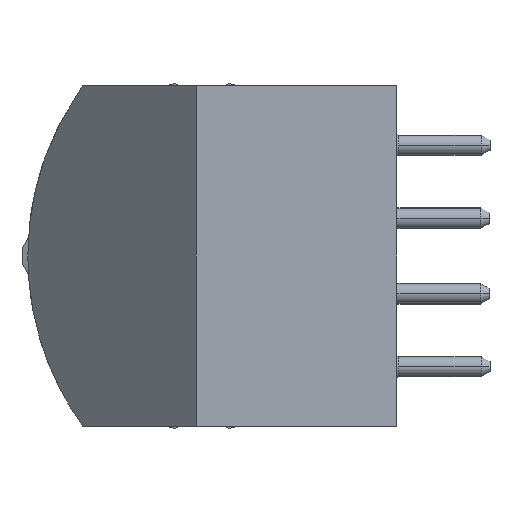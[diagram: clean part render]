
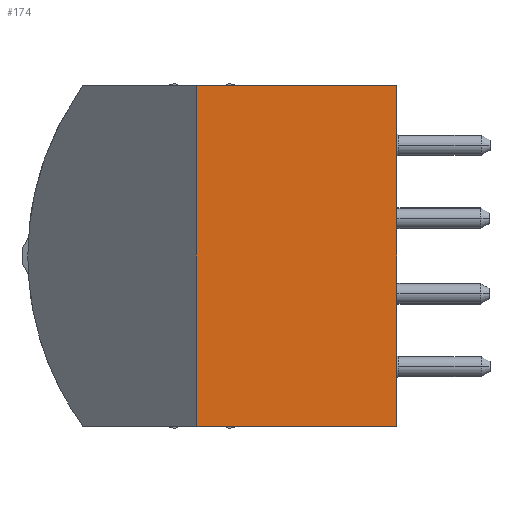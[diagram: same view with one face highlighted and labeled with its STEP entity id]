
A CAD part, left-side view. The second image highlights one B-rep face of the part: STEP entity #174.
In plain terms, the highlighted planar face has unit normal (-1, 0, 0).
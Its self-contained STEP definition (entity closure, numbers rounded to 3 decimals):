
#174=ADVANCED_FACE('',(#370),#371,.T.);
#370=FACE_OUTER_BOUND('',#580,.T.);
#371=PLANE('',#581);
#580=EDGE_LOOP('',(#1086,#1087,#1088,#1089));
#581=AXIS2_PLACEMENT_3D('',#1090,#1091,#1092);
#1086=ORIENTED_EDGE('',*,*,#1579,.T.);
#1087=ORIENTED_EDGE('',*,*,#1586,.T.);
#1088=ORIENTED_EDGE('',*,*,#1583,.T.);
#1089=ORIENTED_EDGE('',*,*,#1588,.T.);
#1090=CARTESIAN_POINT('',(-25.0,-6.7,0.));
#1091=DIRECTION('',(-1.0,0.,0.));
#1092=DIRECTION('',(0.,1.0,0.0));
#1579=EDGE_CURVE('',#2039,#2037,#2040,.T.);
#1583=EDGE_CURVE('',#2045,#2043,#2046,.T.);
#1586=EDGE_CURVE('',#2037,#2045,#2049,.T.);
#1588=EDGE_CURVE('',#2043,#2039,#2051,.T.);
#2037=VERTEX_POINT('',#3161);
#2039=VERTEX_POINT('',#3164);
#2040=LINE('',#3165,#3166);
#2043=VERTEX_POINT('',#3170);
#2045=VERTEX_POINT('',#3173);
#2046=LINE('',#3174,#3175);
#2049=LINE('',#3179,#3180);
#2051=LINE('',#3182,#3183);
#3161=CARTESIAN_POINT('',(-25.0,0.2,5.85));
#3164=CARTESIAN_POINT('',(-25.0,-6.7,5.85));
#3165=CARTESIAN_POINT('',(-25.0,0.2,5.85));
#3166=VECTOR('',#3688,10.0);
#3170=CARTESIAN_POINT('',(-25.0,-6.7,-5.85));
#3173=CARTESIAN_POINT('',(-25.0,0.2,-5.85));
#3174=CARTESIAN_POINT('',(-25.0,0.2,-5.85));
#3175=VECTOR('',#3691,10.0);
#3179=CARTESIAN_POINT('',(-25.0,0.2,0.));
#3180=VECTOR('',#3693,10.0);
#3182=CARTESIAN_POINT('',(-25.0,-6.7,0.));
#3183=VECTOR('',#3694,10.0);
#3688=DIRECTION('',(0.,1.0,0.));
#3691=DIRECTION('',(0.,-1.0,0.));
#3693=DIRECTION('',(0.,0.,-1.0));
#3694=DIRECTION('',(0.,0.,1.0));
